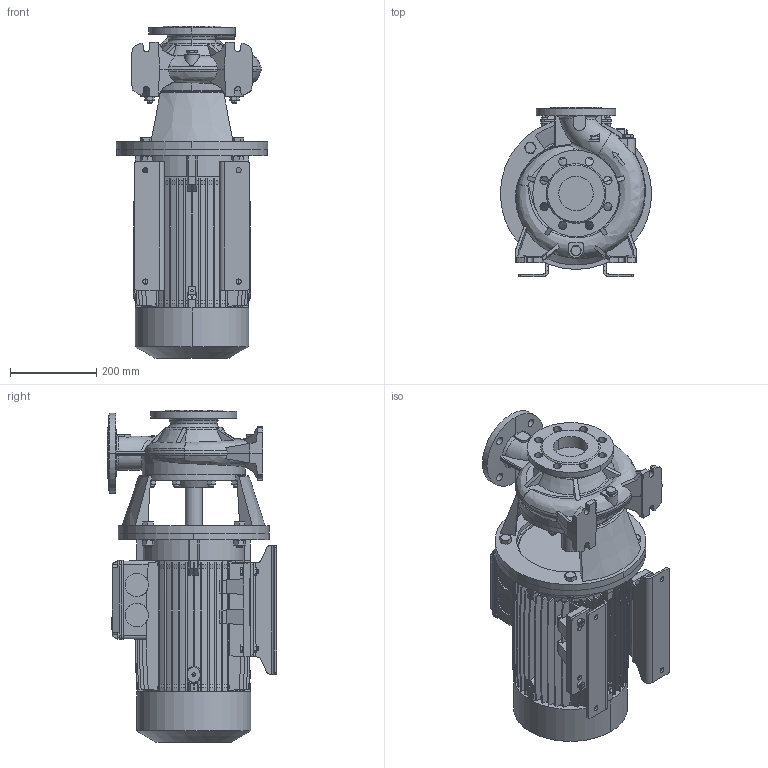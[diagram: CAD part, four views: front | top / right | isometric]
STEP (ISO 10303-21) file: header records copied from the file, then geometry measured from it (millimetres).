
FILE_DESCRIPTION (( 'STEP AP214' ), '1' );
FILE_NAME ('4.93.603.38swa01.step', '2022-12-13T09:48:59', ( '' ), ( '' ), 'SwSTEP 2.0', 'SolidWorks 2020', '' );
FILE_SCHEMA (( 'AUTOMOTIVE_DESIGN' ));
Length unit declared in the file: millimetre
Products named in the file (6): 10008962swa01_M132M; 10008958swp01_132M-R3; 4.93.603.38swa01; 10007670swn00_M32x1.5; Copia di 4_93_603_37_REV00^4.93.603.38swa01; 10007568swp00_M132 B5-De350
Assembly tree (6 placements, depth 3):
  4.93.603.38swa01
    Copia di 4_93_603_37_REV00^4.93.603.38swa01
    10008962swa01_M132M
      10007568swp00_M132 B5-De350
      10008958swp01_132M-R3
      10007670swn00_M32x1.5  x2
Bounding box: 350.59 x 392 x 769 mm (x, y, z)
Volume: 35366898.9 mm3; surface area: 2325414.7 mm2
Topology: 34 solids, 34 shells, 2385 faces, 6271 edges, 4057 vertices
Faces by surface type: plane 1309, cone 475, cylinder 373, bspline 213, torus 15
Entity records: 135354 total; most frequent: CARTESIAN_POINT 80818, ORIENTED_EDGE 12192, DIRECTION 9467, EDGE_CURVE 6096, VERTEX_POINT 3959, LINE 3195, VECTOR 3195, AXIS2_PLACEMENT_3D 3136
